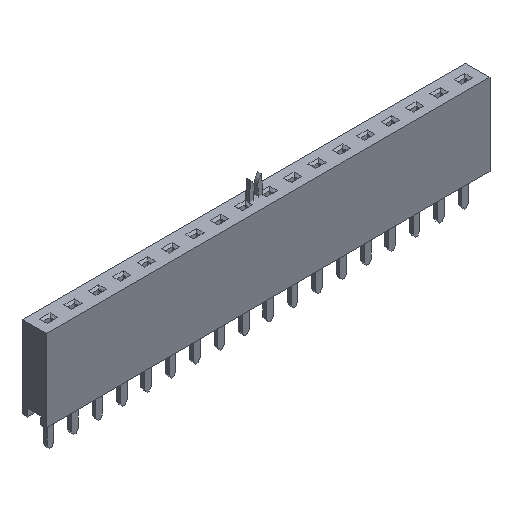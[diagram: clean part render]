
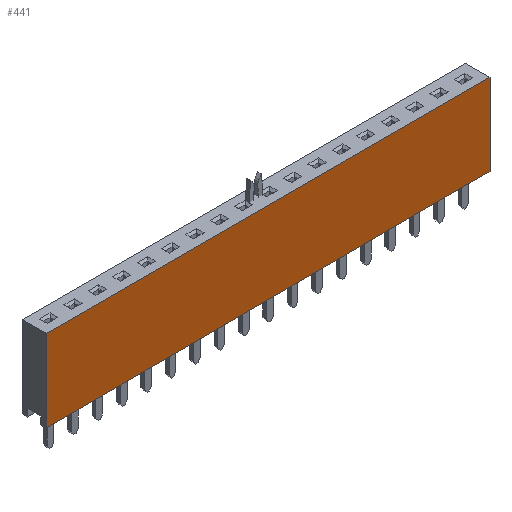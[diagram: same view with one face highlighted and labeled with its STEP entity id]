
A CAD part, isometric view. The second image highlights one B-rep face of the part: STEP entity #441.
In plain terms, the highlighted planar face has unit normal (0, -1, 0).
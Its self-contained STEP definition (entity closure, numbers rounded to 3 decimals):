
#441 = ADVANCED_FACE( '', ( #1062 ), #1063, .T. );
#1062 = FACE_OUTER_BOUND( '', #1900, .T. );
#1063 = PLANE( '', #1901 );
#1900 = EDGE_LOOP( '', ( #3209, #3210, #3211, #3212 ) );
#1901 = AXIS2_PLACEMENT_3D( '', #3213, #3214, #3215 );
#3209 = ORIENTED_EDGE( '', *, *, #5268, .T. );
#3210 = ORIENTED_EDGE( '', *, *, #4985, .T. );
#3211 = ORIENTED_EDGE( '', *, *, #5269, .T. );
#3212 = ORIENTED_EDGE( '', *, *, #5254, .T. );
#3213 = CARTESIAN_POINT( '', ( 0., -1.25, 0. ) );
#3214 = DIRECTION( '', ( 0., -1., 0. ) );
#3215 = DIRECTION( '', ( 0., 0., -1. ) );
#4985 = EDGE_CURVE( '', #6000, #5998, #6001, .T. );
#5254 = EDGE_CURVE( '', #6443, #6441, #6444, .T. );
#5268 = EDGE_CURVE( '', #6441, #6000, #6462, .T. );
#5269 = EDGE_CURVE( '', #5998, #6443, #6463, .T. );
#5998 = VERTEX_POINT( '', #7437 );
#6000 = VERTEX_POINT( '', #7440 );
#6001 = LINE( '', #7441, #7442 );
#6441 = VERTEX_POINT( '', #8107 );
#6443 = VERTEX_POINT( '', #8110 );
#6444 = LINE( '', #8111, #8112 );
#6462 = LINE( '', #8139, #8140 );
#6463 = LINE( '', #8141, #8142 );
#7437 = CARTESIAN_POINT( '', ( -23.11, -1.25, -4.25 ) );
#7440 = CARTESIAN_POINT( '', ( -23.11, -1.25, 4.25 ) );
#7441 = CARTESIAN_POINT( '', ( -23.11, -1.25, 4.25 ) );
#7442 = VECTOR( '', #9246, 1000. );
#8107 = CARTESIAN_POINT( '', ( 23.11, -1.25, 4.25 ) );
#8110 = CARTESIAN_POINT( '', ( 23.11, -1.25, -4.25 ) );
#8111 = CARTESIAN_POINT( '', ( 23.11, -1.25, -4.25 ) );
#8112 = VECTOR( '', #9467, 1000. );
#8139 = CARTESIAN_POINT( '', ( 23.11, -1.25, 4.25 ) );
#8140 = VECTOR( '', #9477, 1000. );
#8141 = CARTESIAN_POINT( '', ( -23.11, -1.25, -4.25 ) );
#8142 = VECTOR( '', #9478, 1000. );
#9246 = DIRECTION( '', ( 0., 0., -1. ) );
#9467 = DIRECTION( '', ( 0., 0., 1. ) );
#9477 = DIRECTION( '', ( -1., 0., 0. ) );
#9478 = DIRECTION( '', ( 1., 0., 0. ) );
